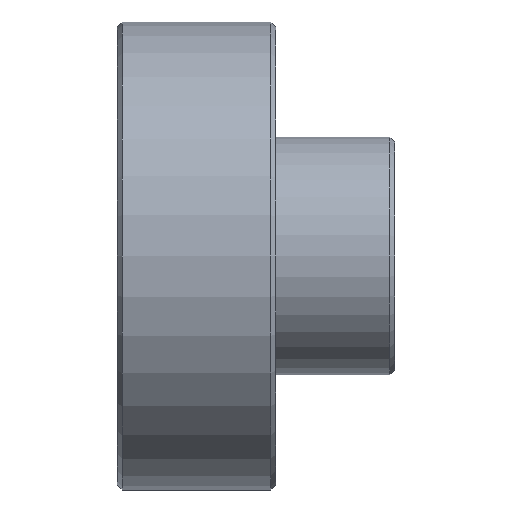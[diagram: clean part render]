
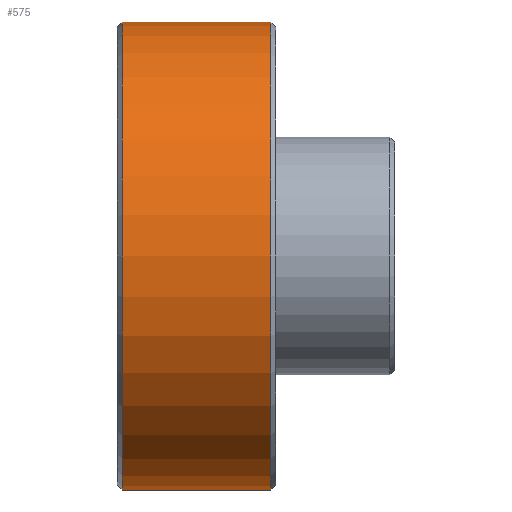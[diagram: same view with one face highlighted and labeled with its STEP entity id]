
A CAD part, left-side view. The second image highlights one B-rep face of the part: STEP entity #575.
In plain terms, the highlighted cylindrical face has radius 11.8 mm (diameter 23.6 mm), a partial arc.
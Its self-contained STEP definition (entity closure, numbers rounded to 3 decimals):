
#12 = DIRECTION ( 'NONE',  ( 0., 0., -1. ) ) ;
#14 = EDGE_CURVE ( 'NONE', #185, #696, #562, .T. ) ;
#75 = DIRECTION ( 'NONE',  ( 0., -1., 0. ) ) ;
#94 = CARTESIAN_POINT ( 'NONE',  ( 0., 13.75, -11.8 ) ) ;
#110 = EDGE_CURVE ( 'NONE', #203, #379, #699, .T. ) ;
#112 = AXIS2_PLACEMENT_3D ( 'NONE', #667, #187, #650 ) ;
#116 = DIRECTION ( 'NONE',  ( 0., -1., 0. ) ) ;
#150 = DIRECTION ( 'NONE',  ( 0., 0., -1. ) ) ;
#185 = VERTEX_POINT ( 'NONE', #210 ) ;
#187 = DIRECTION ( 'NONE',  ( 0., 1., 0. ) ) ;
#203 = VERTEX_POINT ( 'NONE', #561 ) ;
#210 = CARTESIAN_POINT ( 'NONE',  ( 0., 13.75, 11.8 ) ) ;
#243 = CARTESIAN_POINT ( 'NONE',  ( 0., -9.707, 0. ) ) ;
#264 = CARTESIAN_POINT ( 'NONE',  ( 0., 6.25, 11.8 ) ) ;
#265 = ORIENTED_EDGE ( 'NONE', *, *, #315, .F. ) ;
#312 = ORIENTED_EDGE ( 'NONE', *, *, #14, .T. ) ;
#313 = FACE_OUTER_BOUND ( 'NONE', #322, .T. ) ;
#315 = EDGE_CURVE ( 'NONE', #185, #379, #565, .T. ) ;
#322 = EDGE_LOOP ( 'NONE', ( #265, #312, #374, #757 ) ) ;
#323 = DIRECTION ( 'NONE',  ( 0., -1., 0. ) ) ;
#350 = VECTOR ( 'NONE', #323, 1000. ) ;
#352 = AXIS2_PLACEMENT_3D ( 'NONE', #510, #453, #150 ) ;
#374 = ORIENTED_EDGE ( 'NONE', *, *, #525, .T. ) ;
#379 = VERTEX_POINT ( 'NONE', #264 ) ;
#418 = CYLINDRICAL_SURFACE ( 'NONE', #599, 11.8 ) ;
#423 = LINE ( 'NONE', #660, #761 ) ;
#453 = DIRECTION ( 'NONE',  ( 0., -1., 0. ) ) ;
#510 = CARTESIAN_POINT ( 'NONE',  ( 0., 13.75, 0. ) ) ;
#525 = EDGE_CURVE ( 'NONE', #696, #203, #423, .T. ) ;
#561 = CARTESIAN_POINT ( 'NONE',  ( 0., 6.25, -11.8 ) ) ;
#562 = CIRCLE ( 'NONE', #352, 11.8 ) ;
#565 = LINE ( 'NONE', #632, #350 ) ;
#575 = ADVANCED_FACE ( 'NONE', ( #313 ), #418, .T. ) ;
#599 = AXIS2_PLACEMENT_3D ( 'NONE', #243, #116, #12 ) ;
#632 = CARTESIAN_POINT ( 'NONE',  ( 0., -9.707, 11.8 ) ) ;
#650 = DIRECTION ( 'NONE',  ( 0., 0., 1. ) ) ;
#660 = CARTESIAN_POINT ( 'NONE',  ( 0., -9.707, -11.8 ) ) ;
#667 = CARTESIAN_POINT ( 'NONE',  ( 0., 6.25, 0. ) ) ;
#696 = VERTEX_POINT ( 'NONE', #94 ) ;
#699 = CIRCLE ( 'NONE', #112, 11.8 ) ;
#757 = ORIENTED_EDGE ( 'NONE', *, *, #110, .T. ) ;
#761 = VECTOR ( 'NONE', #75, 1000. ) ;
